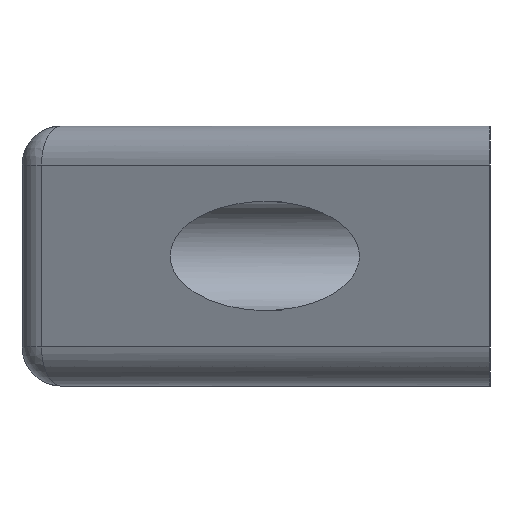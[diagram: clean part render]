
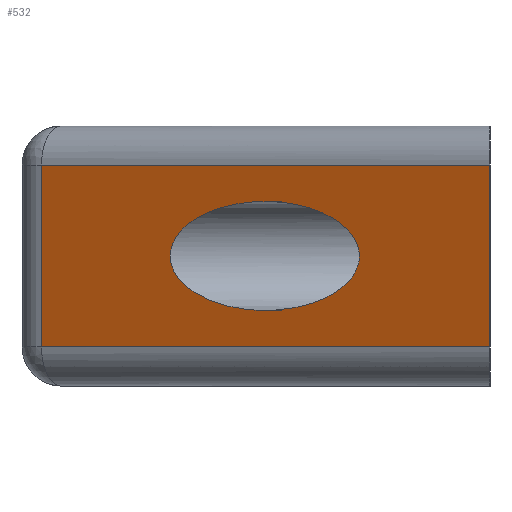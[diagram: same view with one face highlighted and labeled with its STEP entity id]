
A CAD part, left-side view. The second image highlights one B-rep face of the part: STEP entity #532.
In plain terms, the highlighted planar face has unit normal (-0.866, 0.5, 0).
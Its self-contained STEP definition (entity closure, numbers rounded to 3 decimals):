
#55 = CYLINDRICAL_SURFACE('',#56,3.);
#56 = AXIS2_PLACEMENT_3D('',#57,#58,#59);
#57 = CARTESIAN_POINT('',(-32.483,33.,0.));
#58 = DIRECTION('',(0.,0.,1.));
#59 = DIRECTION('',(-0.,1.,0.));
#154 = VERTEX_POINT('',#155);
#155 = CARTESIAN_POINT('',(-35.081,34.5,3.));
#182 = EDGE_CURVE('',#154,#183,#185,.T.);
#183 = VERTEX_POINT('',#184);
#184 = CARTESIAN_POINT('',(-35.081,34.5,17.));
#185 = SURFACE_CURVE('',#186,(#190,#197),.PCURVE_S1.);
#186 = LINE('',#187,#188);
#187 = CARTESIAN_POINT('',(-35.081,34.5,0.));
#188 = VECTOR('',#189,1.);
#189 = DIRECTION('',(0.,0.,1.));
#190 = PCURVE('',#55,#191);
#191 = DEFINITIONAL_REPRESENTATION('',(#192),#196);
#192 = LINE('',#193,#194);
#193 = CARTESIAN_POINT('',(1.047,0.));
#194 = VECTOR('',#195,1.);
#195 = DIRECTION('',(0.,1.));
#196 = ( GEOMETRIC_REPRESENTATION_CONTEXT(2) 
PARAMETRIC_REPRESENTATION_CONTEXT() REPRESENTATION_CONTEXT('2D SPACE',''
  ) );
#197 = PCURVE('',#198,#203);
#198 = PLANE('',#199);
#199 = AXIS2_PLACEMENT_3D('',#200,#201,#202);
#200 = CARTESIAN_POINT('',(-34.215,36.,0.));
#201 = DIRECTION('',(0.866,-0.5,0.));
#202 = DIRECTION('',(-0.5,-0.866,0.));
#203 = DEFINITIONAL_REPRESENTATION('',(#204),#208);
#204 = LINE('',#205,#206);
#205 = CARTESIAN_POINT('',(1.732,0.));
#206 = VECTOR('',#207,1.);
#207 = DIRECTION('',(0.,-1.));
#208 = ( GEOMETRIC_REPRESENTATION_CONTEXT(2) 
PARAMETRIC_REPRESENTATION_CONTEXT() REPRESENTATION_CONTEXT('2D SPACE',''
  ) );
#491 = CYLINDRICAL_SURFACE('',#492,3.);
#492 = AXIS2_PLACEMENT_3D('',#493,#494,#495);
#493 = CARTESIAN_POINT('',(-31.617,34.5,3.));
#494 = DIRECTION('',(-0.5,-0.866,0.));
#495 = DIRECTION('',(-0.866,0.5,0.));
#521 = CYLINDRICAL_SURFACE('',#522,3.);
#522 = AXIS2_PLACEMENT_3D('',#523,#524,#525);
#523 = CARTESIAN_POINT('',(-31.617,34.5,17.));
#524 = DIRECTION('',(-0.5,-0.866,0.));
#525 = DIRECTION('',(-0.866,0.5,0.));
#532 = ADVANCED_FACE('',(#533,#608),#198,.F.);
#533 = FACE_BOUND('',#534,.F.);
#534 = EDGE_LOOP('',(#535,#565,#586,#587));
#535 = ORIENTED_EDGE('',*,*,#536,.F.);
#536 = EDGE_CURVE('',#537,#539,#541,.T.);
#537 = VERTEX_POINT('',#538);
#538 = CARTESIAN_POINT('',(-55.,0.,3.));
#539 = VERTEX_POINT('',#540);
#540 = CARTESIAN_POINT('',(-55.,0.,17.));
#541 = SURFACE_CURVE('',#542,(#546,#553),.PCURVE_S1.);
#542 = LINE('',#543,#544);
#543 = CARTESIAN_POINT('',(-55.,0.,0.));
#544 = VECTOR('',#545,1.);
#545 = DIRECTION('',(0.,0.,1.));
#546 = PCURVE('',#198,#547);
#547 = DEFINITIONAL_REPRESENTATION('',(#548),#552);
#548 = LINE('',#549,#550);
#549 = CARTESIAN_POINT('',(41.569,-0.));
#550 = VECTOR('',#551,1.);
#551 = DIRECTION('',(0.,-1.));
#552 = ( GEOMETRIC_REPRESENTATION_CONTEXT(2) 
PARAMETRIC_REPRESENTATION_CONTEXT() REPRESENTATION_CONTEXT('2D SPACE',''
  ) );
#553 = PCURVE('',#554,#559);
#554 = PLANE('',#555);
#555 = AXIS2_PLACEMENT_3D('',#556,#557,#558);
#556 = CARTESIAN_POINT('',(-55.,0.,0.));
#557 = DIRECTION('',(0.,1.,0.));
#558 = DIRECTION('',(1.,0.,0.));
#559 = DEFINITIONAL_REPRESENTATION('',(#560),#564);
#560 = LINE('',#561,#562);
#561 = CARTESIAN_POINT('',(0.,0.));
#562 = VECTOR('',#563,1.);
#563 = DIRECTION('',(0.,-1.));
#564 = ( GEOMETRIC_REPRESENTATION_CONTEXT(2) 
PARAMETRIC_REPRESENTATION_CONTEXT() REPRESENTATION_CONTEXT('2D SPACE',''
  ) );
#565 = ORIENTED_EDGE('',*,*,#566,.F.);
#566 = EDGE_CURVE('',#154,#537,#567,.T.);
#567 = SURFACE_CURVE('',#568,(#572,#579),.PCURVE_S1.);
#568 = LINE('',#569,#570);
#569 = CARTESIAN_POINT('',(-34.215,36.,3.));
#570 = VECTOR('',#571,1.);
#571 = DIRECTION('',(-0.5,-0.866,0.));
#572 = PCURVE('',#198,#573);
#573 = DEFINITIONAL_REPRESENTATION('',(#574),#578);
#574 = LINE('',#575,#576);
#575 = CARTESIAN_POINT('',(0.,-3.));
#576 = VECTOR('',#577,1.);
#577 = DIRECTION('',(1.,-0.));
#578 = ( GEOMETRIC_REPRESENTATION_CONTEXT(2) 
PARAMETRIC_REPRESENTATION_CONTEXT() REPRESENTATION_CONTEXT('2D SPACE',''
  ) );
#579 = PCURVE('',#491,#580);
#580 = DEFINITIONAL_REPRESENTATION('',(#581),#585);
#581 = LINE('',#582,#583);
#582 = CARTESIAN_POINT('',(0.,0.));
#583 = VECTOR('',#584,1.);
#584 = DIRECTION('',(0.,1.));
#585 = ( GEOMETRIC_REPRESENTATION_CONTEXT(2) 
PARAMETRIC_REPRESENTATION_CONTEXT() REPRESENTATION_CONTEXT('2D SPACE',''
  ) );
#586 = ORIENTED_EDGE('',*,*,#182,.T.);
#587 = ORIENTED_EDGE('',*,*,#588,.T.);
#588 = EDGE_CURVE('',#183,#539,#589,.T.);
#589 = SURFACE_CURVE('',#590,(#594,#601),.PCURVE_S1.);
#590 = LINE('',#591,#592);
#591 = CARTESIAN_POINT('',(-34.215,36.,17.));
#592 = VECTOR('',#593,1.);
#593 = DIRECTION('',(-0.5,-0.866,0.));
#594 = PCURVE('',#198,#595);
#595 = DEFINITIONAL_REPRESENTATION('',(#596),#600);
#596 = LINE('',#597,#598);
#597 = CARTESIAN_POINT('',(0.,-17.));
#598 = VECTOR('',#599,1.);
#599 = DIRECTION('',(1.,-0.));
#600 = ( GEOMETRIC_REPRESENTATION_CONTEXT(2) 
PARAMETRIC_REPRESENTATION_CONTEXT() REPRESENTATION_CONTEXT('2D SPACE',''
  ) );
#601 = PCURVE('',#521,#602);
#602 = DEFINITIONAL_REPRESENTATION('',(#603),#607);
#603 = LINE('',#604,#605);
#604 = CARTESIAN_POINT('',(-0.,0.));
#605 = VECTOR('',#606,1.);
#606 = DIRECTION('',(-0.,1.));
#607 = ( GEOMETRIC_REPRESENTATION_CONTEXT(2) 
PARAMETRIC_REPRESENTATION_CONTEXT() REPRESENTATION_CONTEXT('2D SPACE',''
  ) );
#608 = FACE_BOUND('',#609,.F.);
#609 = EDGE_LOOP('',(#610));
#610 = ORIENTED_EDGE('',*,*,#611,.F.);
#611 = EDGE_CURVE('',#612,#612,#614,.T.);
#612 = VERTEX_POINT('',#613);
#613 = CARTESIAN_POINT('',(-40.8,24.595,10.));
#614 = SURFACE_CURVE('',#615,(#620,#627),.PCURVE_S1.);
#615 = ELLIPSE('',#616,8.4,4.2);
#616 = AXIS2_PLACEMENT_3D('',#617,#618,#619);
#617 = CARTESIAN_POINT('',(-45.,17.321,10.));
#618 = DIRECTION('',(0.866,-0.5,0.));
#619 = DIRECTION('',(0.5,0.866,0.));
#620 = PCURVE('',#198,#621);
#621 = DEFINITIONAL_REPRESENTATION('',(#622),#626);
#622 = ELLIPSE('',#623,8.4,4.2);
#623 = AXIS2_PLACEMENT_2D('',#624,#625);
#624 = CARTESIAN_POINT('',(21.569,-10.));
#625 = DIRECTION('',(-1.,0.));
#626 = ( GEOMETRIC_REPRESENTATION_CONTEXT(2) 
PARAMETRIC_REPRESENTATION_CONTEXT() REPRESENTATION_CONTEXT('2D SPACE',''
  ) );
#627 = PCURVE('',#628,#633);
#628 = CYLINDRICAL_SURFACE('',#629,4.2);
#629 = AXIS2_PLACEMENT_3D('',#630,#631,#632);
#630 = CARTESIAN_POINT('',(-45.,3.5,10.));
#631 = DIRECTION('',(0.,1.,0.));
#632 = DIRECTION('',(1.,0.,0.));
#633 = DEFINITIONAL_REPRESENTATION('',(#634),#653);
#634 = B_SPLINE_CURVE_WITH_KNOTS('',9,(#635,#636,#637,#638,#639,#640,
    #641,#642,#643,#644,#645,#646,#647,#648,#649,#650,#651,#652),
  .UNSPECIFIED.,.F.,.F.,(10,8,10),(0.,3.142,6.283),
  .UNSPECIFIED.);
#635 = CARTESIAN_POINT('',(6.283,21.095));
#636 = CARTESIAN_POINT('',(5.934,21.095));
#637 = CARTESIAN_POINT('',(5.585,20.098));
#638 = CARTESIAN_POINT('',(5.236,18.104));
#639 = CARTESIAN_POINT('',(4.887,15.346));
#640 = CARTESIAN_POINT('',(4.538,12.295));
#641 = CARTESIAN_POINT('',(4.189,9.537));
#642 = CARTESIAN_POINT('',(3.84,7.543));
#643 = CARTESIAN_POINT('',(3.491,6.546));
#644 = CARTESIAN_POINT('',(2.793,6.546));
#645 = CARTESIAN_POINT('',(2.443,7.543));
#646 = CARTESIAN_POINT('',(2.094,9.537));
#647 = CARTESIAN_POINT('',(1.745,12.295));
#648 = CARTESIAN_POINT('',(1.396,15.346));
#649 = CARTESIAN_POINT('',(1.047,18.104));
#650 = CARTESIAN_POINT('',(0.698,20.098));
#651 = CARTESIAN_POINT('',(0.349,21.095));
#652 = CARTESIAN_POINT('',(0.,21.095));
#653 = ( GEOMETRIC_REPRESENTATION_CONTEXT(2) 
PARAMETRIC_REPRESENTATION_CONTEXT() REPRESENTATION_CONTEXT('2D SPACE',''
  ) );
